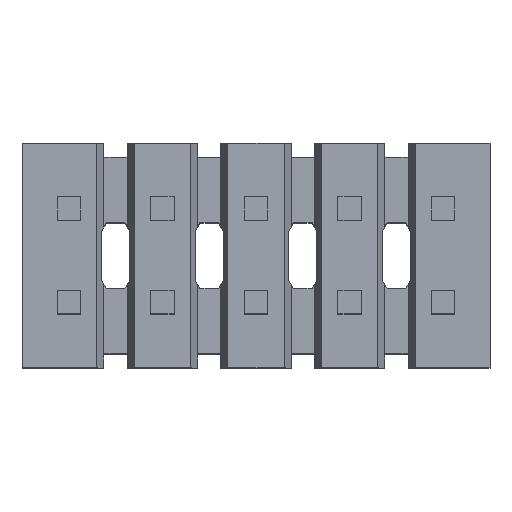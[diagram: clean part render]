
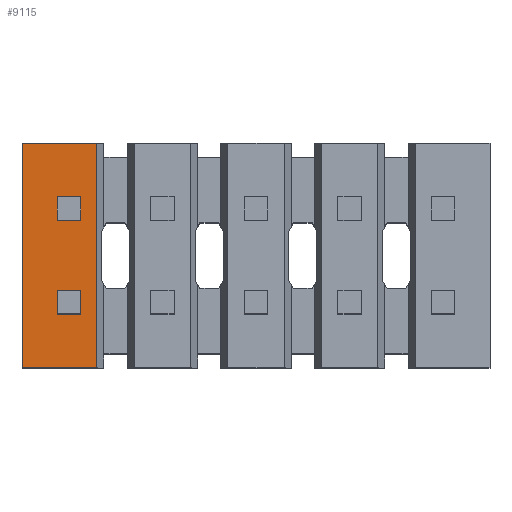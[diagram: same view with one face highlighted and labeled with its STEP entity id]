
A CAD part, top view. The second image highlights one B-rep face of the part: STEP entity #9115.
In plain terms, the highlighted planar face has unit normal (0, 0, 1).
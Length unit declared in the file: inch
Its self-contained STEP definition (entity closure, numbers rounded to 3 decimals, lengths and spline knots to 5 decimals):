
#275=PLANE('',#9694);
#2231=ORIENTED_EDGE('',*,*,#4163,.F.);
#2232=ORIENTED_EDGE('',*,*,#4164,.F.);
#2233=ORIENTED_EDGE('',*,*,#4165,.F.);
#2234=ORIENTED_EDGE('',*,*,#4166,.F.);
#2235=ORIENTED_EDGE('',*,*,#4167,.F.);
#2236=ORIENTED_EDGE('',*,*,#4168,.F.);
#2237=ORIENTED_EDGE('',*,*,#4169,.F.);
#2238=ORIENTED_EDGE('',*,*,#4170,.F.);
#2239=ORIENTED_EDGE('',*,*,#4033,.T.);
#2240=ORIENTED_EDGE('',*,*,#4171,.T.);
#2241=ORIENTED_EDGE('',*,*,#3841,.T.);
#2242=ORIENTED_EDGE('',*,*,#4172,.T.);
#3841=EDGE_CURVE('',#4956,#4955,#5934,.T.);
#4033=EDGE_CURVE('',#5112,#5111,#6122,.T.);
#4163=EDGE_CURVE('',#5191,#5192,#6251,.T.);
#4164=EDGE_CURVE('',#5193,#5191,#6252,.T.);
#4165=EDGE_CURVE('',#5194,#5193,#6253,.T.);
#4166=EDGE_CURVE('',#5192,#5194,#6254,.T.);
#4167=EDGE_CURVE('',#5195,#5196,#6255,.T.);
#4168=EDGE_CURVE('',#5197,#5195,#6256,.T.);
#4169=EDGE_CURVE('',#5198,#5197,#6257,.T.);
#4170=EDGE_CURVE('',#5196,#5198,#6258,.T.);
#4171=EDGE_CURVE('',#5111,#4956,#6259,.T.);
#4172=EDGE_CURVE('',#4955,#5112,#6260,.T.);
#4955=VERTEX_POINT('',#13615);
#4956=VERTEX_POINT('',#13617);
#5111=VERTEX_POINT('',#13996);
#5112=VERTEX_POINT('',#13998);
#5191=VERTEX_POINT('',#14237);
#5192=VERTEX_POINT('',#14238);
#5193=VERTEX_POINT('',#14240);
#5194=VERTEX_POINT('',#14242);
#5195=VERTEX_POINT('',#14245);
#5196=VERTEX_POINT('',#14246);
#5197=VERTEX_POINT('',#14248);
#5198=VERTEX_POINT('',#14250);
#5934=LINE('',#13616,#7134);
#6122=LINE('',#13997,#7322);
#6251=LINE('',#14236,#7451);
#6252=LINE('',#14239,#7452);
#6253=LINE('',#14241,#7453);
#6254=LINE('',#14243,#7454);
#6255=LINE('',#14244,#7455);
#6256=LINE('',#14247,#7456);
#6257=LINE('',#14249,#7457);
#6258=LINE('',#14251,#7458);
#6259=LINE('',#14252,#7459);
#6260=LINE('',#14253,#7460);
#7134=VECTOR('',#11096,39.37008);
#7322=VECTOR('',#11358,39.37008);
#7451=VECTOR('',#11549,39.37008);
#7452=VECTOR('',#11550,39.37008);
#7453=VECTOR('',#11551,39.37008);
#7454=VECTOR('',#11552,39.37008);
#7455=VECTOR('',#11553,39.37008);
#7456=VECTOR('',#11554,39.37008);
#7457=VECTOR('',#11555,39.37008);
#7458=VECTOR('',#11556,39.37008);
#7459=VECTOR('',#11557,39.37008);
#7460=VECTOR('',#11558,39.37008);
#8063=EDGE_LOOP('',(#2231,#2232,#2233,#2234));
#8064=EDGE_LOOP('',(#2235,#2236,#2237,#2238));
#8065=EDGE_LOOP('',(#2239,#2240,#2241,#2242));
#8575=FACE_BOUND('',#8063,.T.);
#8576=FACE_BOUND('',#8064,.T.);
#8577=FACE_BOUND('',#8065,.T.);
#9115=ADVANCED_FACE('',(#8575,#8576,#8577),#275,.T.);
#9694=AXIS2_PLACEMENT_3D('',#14235,#11547,#11548);
#11096=DIRECTION('',(-1.,0.,0.));
#11358=DIRECTION('',(1.,0.,0.));
#11547=DIRECTION('',(0.,0.,1.));
#11548=DIRECTION('',(1.,0.,0.));
#11549=DIRECTION('',(-1.,0.,0.));
#11550=DIRECTION('',(0.,1.,0.));
#11551=DIRECTION('',(1.,0.,0.));
#11552=DIRECTION('',(0.,-1.,0.));
#11553=DIRECTION('',(-1.,0.,0.));
#11554=DIRECTION('',(0.,1.,0.));
#11555=DIRECTION('',(1.,0.,0.));
#11556=DIRECTION('',(0.,-1.,0.));
#11557=DIRECTION('',(0.,1.,0.));
#11558=DIRECTION('',(0.,-1.,0.));
#13615=CARTESIAN_POINT('',(-0.25,0.12,0.05));
#13616=CARTESIAN_POINT('',(0.25,0.12,0.05));
#13617=CARTESIAN_POINT('',(-0.17,0.12,0.05));
#13996=CARTESIAN_POINT('',(-0.17,-0.12,0.05));
#13997=CARTESIAN_POINT('',(-0.25,-0.12,0.05));
#13998=CARTESIAN_POINT('',(-0.25,-0.12,0.05));
#14235=CARTESIAN_POINT('',(0.,0.,0.05));
#14236=CARTESIAN_POINT('',(-0.1875,0.0625,0.05));
#14237=CARTESIAN_POINT('',(-0.1875,0.0625,0.05));
#14238=CARTESIAN_POINT('',(-0.2125,0.0625,0.05));
#14239=CARTESIAN_POINT('',(-0.1875,0.0375,0.05));
#14240=CARTESIAN_POINT('',(-0.1875,0.0375,0.05));
#14241=CARTESIAN_POINT('',(-0.2125,0.0375,0.05));
#14242=CARTESIAN_POINT('',(-0.2125,0.0375,0.05));
#14243=CARTESIAN_POINT('',(-0.2125,0.0625,0.05));
#14244=CARTESIAN_POINT('',(-0.1875,-0.0375,0.05));
#14245=CARTESIAN_POINT('',(-0.1875,-0.0375,0.05));
#14246=CARTESIAN_POINT('',(-0.2125,-0.0375,0.05));
#14247=CARTESIAN_POINT('',(-0.1875,-0.0625,0.05));
#14248=CARTESIAN_POINT('',(-0.1875,-0.0625,0.05));
#14249=CARTESIAN_POINT('',(-0.2125,-0.0625,0.05));
#14250=CARTESIAN_POINT('',(-0.2125,-0.0625,0.05));
#14251=CARTESIAN_POINT('',(-0.2125,-0.0375,0.05));
#14252=CARTESIAN_POINT('',(-0.17,0.,0.05));
#14253=CARTESIAN_POINT('',(-0.25,0.12,0.05));
